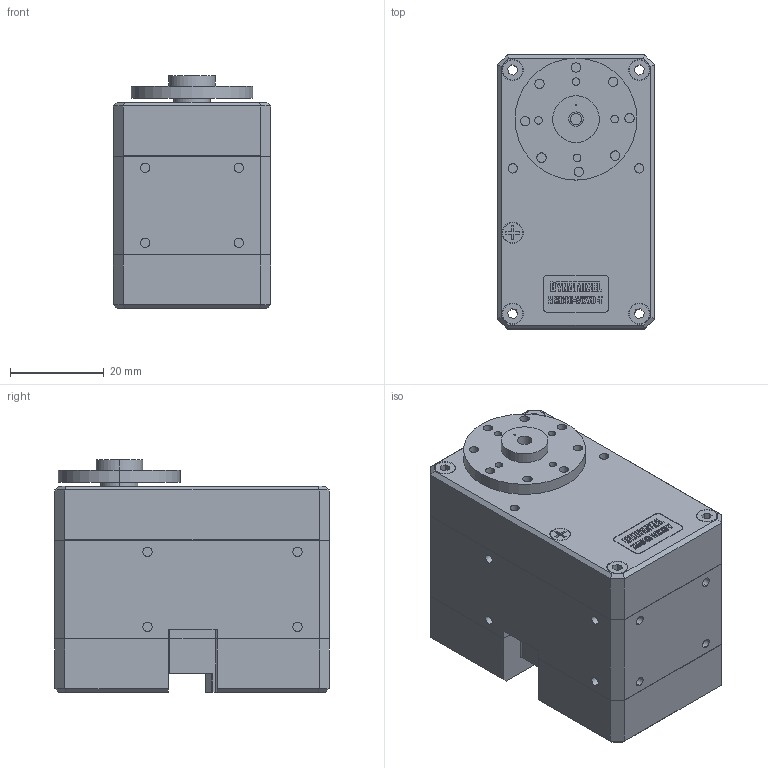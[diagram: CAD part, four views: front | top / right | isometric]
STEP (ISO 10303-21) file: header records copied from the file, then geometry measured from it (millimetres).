
FILE_DESCRIPTION (( 'STEP AP214' ), '1' );
FILE_NAME ('XM540.STEP', '2023-01-24T10:50:54', ( '' ), ( '' ), 'SwSTEP 2.0', 'SolidWorks 2022', '' );
FILE_SCHEMA (( 'AUTOMOTIVE_DESIGN' ));
Length unit declared in the file: millimetre
Products named in the file (1): XM540
Bounding box: 33.5 x 58.5 x 49.7 mm (x, y, z)
Volume: 83355.5 mm3; surface area: 25268 mm2
Topology: 23 solids, 23 shells, 701 faces, 1756 edges, 1157 vertices
Faces by surface type: plane 481, cylinder 167, bspline 53
Entity records: 28796 total; most frequent: CARTESIAN_POINT 6924, ORIENTED_EDGE 3512, DIRECTION 3251, EDGE_CURVE 1756, LINE 1315, VECTOR 1315, VERTEX_POINT 1157, AXIS2_PLACEMENT_3D 968
